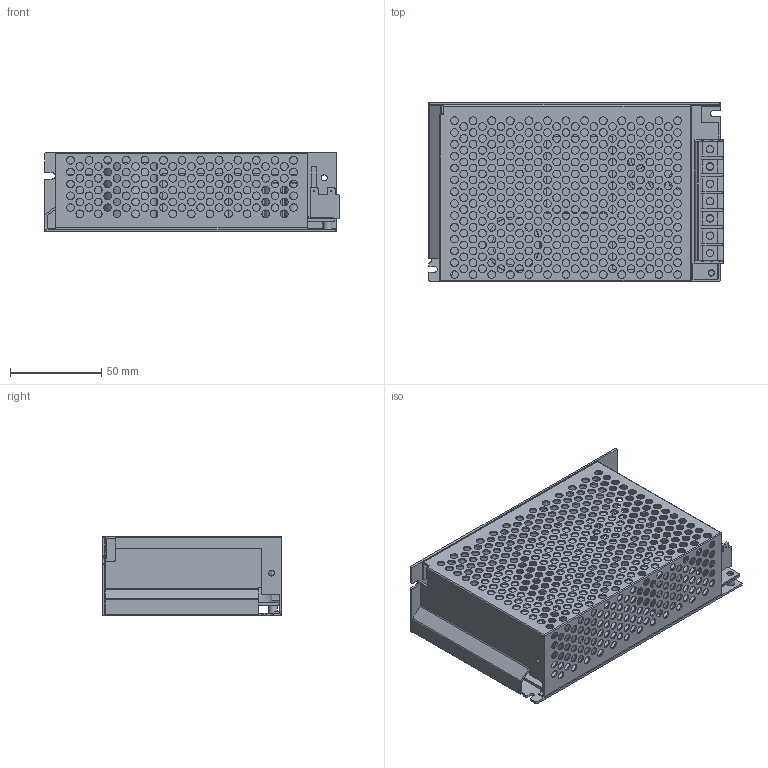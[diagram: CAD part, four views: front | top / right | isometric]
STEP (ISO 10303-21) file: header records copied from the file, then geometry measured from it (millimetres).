
FILE_DESCRIPTION(/* description */ ('STEP AP242 Edition 2','CAx-IF Rec.Pracs.---Representation and Presentation of Product Manufacturing Information (PMI)---4.0---2014-10-13','CAx-IF Rec.Pracs.---3D Tessellated Geometry---0.4---2014-09-14','2;1','CAx-IF Rec.Pracs.---User Defined Attributes---1.5---2016-08-15'),/* implementation_level */ '2;1');
FILE_NAME(/* name */ '69541beddf2e0946e8a54e65',/* time_stamp */ '2025-12-30T18:37:34Z',/* author */ (''),/* organization */ (''),/* preprocessor_version */ 'ST-DEVELOPER v20',/* originating_system */ 'ONSHAPE BY PTC INC, 1.208',/* authorisation */ ' ');
FILE_SCHEMA (('AP242_MANAGED_MODEL_BASED_3D_ENGINEERING_MIM_LF { 1 0 10303 442 3 1 4 }'));
Length unit declared in the file: metre
Products named in the file (11): Power Source; Part 9; Part 8; Part 3; Part 1; Part 4; Part 2; Part 5; Part 7; Part 6; Part 10
Assembly tree (10 placements, depth 2):
  Power Source
    Part 9
    Part 8
    Part 3
    Part 1
    Part 4
    Part 2
    Part 5
    Part 7
    Part 6
    Part 10
Bounding box: 161.6 x 98 x 43.25 mm (x, y, z)
Volume: 156039 mm3; surface area: 140725.5 mm2
Topology: 10 solids, 10 shells, 785 faces, 2568 edges, 1822 vertices
Faces by surface type: cylinder 581, plane 199, torus 5
Full cylindrical faces by diameter (mm): 0.5 x4, 3 x1, 3.25 x3, 3.5 x2, 3.85 x7, 4.149 x7, 4.2 x125, 4.25 x338, 4.85 x2, 6.5 x4, 10 x4, 22.5 x1, 30 x1
Entity records: 25716 total; most frequent: DIRECTION 4477, CARTESIAN_POINT 3992, ORIENTED_EDGE 3434, EDGE_LOOP 2273, FACE_BOUND 2273, AXIS2_PLACEMENT_3D 1965, EDGE_CURVE 1717, VERTEX_POINT 1476
